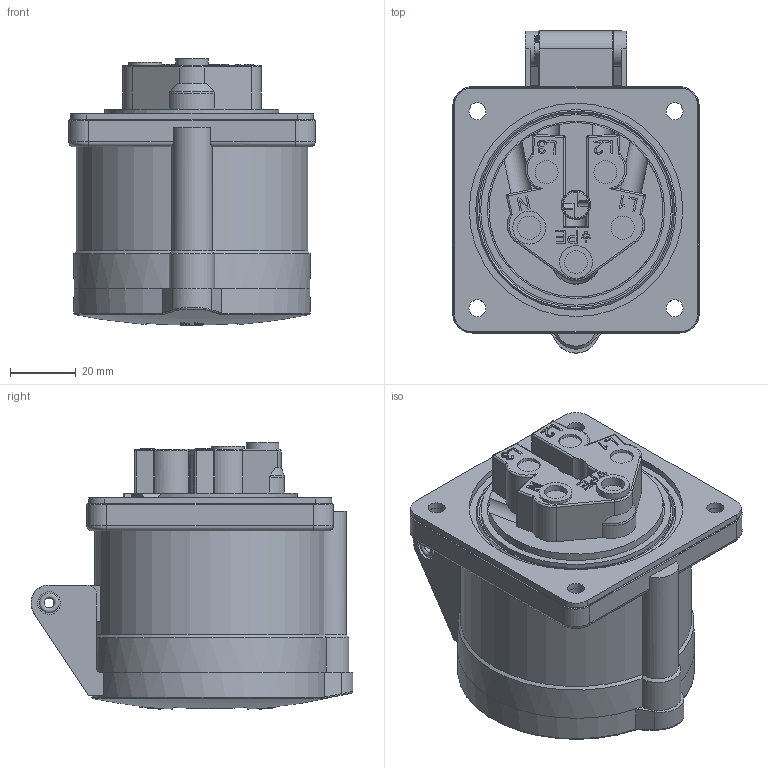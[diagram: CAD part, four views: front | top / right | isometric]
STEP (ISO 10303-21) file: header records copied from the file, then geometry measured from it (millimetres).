
FILE_DESCRIPTION(/* description */ (''),/* implementation_level */ '2;1');
FILE_NAME(/* name */ '1333.stp',/* time_stamp */ '2023-09-12T13:15:45+02:00',/* author */ ('massmann'),/* organization */ (''),/* preprocessor_version */ 'ST-DEVELOPER v17',/* originating_system */ 'Autodesk Inventor 2018',/* authorisation */ '');
FILE_SCHEMA (('AUTOMOTIVE_DESIGN { 1 0 10303 214 3 1 1 }'));
Length unit declared in the file: millimetre
Products named in the file (1): 1333
Bounding box: 75 x 98 x 81.11 mm (x, y, z)
Volume: 285049 mm3; surface area: 42937.9 mm2
Topology: 1 solids, 9 shells, 722 faces, 1902 edges, 1241 vertices
Faces by surface type: plane 399, cylinder 162, bspline 108, torus 23, sphere 16, cone 14
Full cylindrical faces by diameter (mm): 3 x1, 4 x1, 4.3 x3, 5 x2, 5.2 x4, 5.5 x4, 6 x2, 7 x7, 9 x1, 10 x2, 53 x1, 54 x1, 58 x1, 65 x1
Entity records: 24990 total; most frequent: CARTESIAN_POINT 6804, ORIENTED_EDGE 3784, DIRECTION 3330, EDGE_CURVE 1892, VERTEX_POINT 1241, LINE 1114, VECTOR 1114, AXIS2_PLACEMENT_3D 1108
